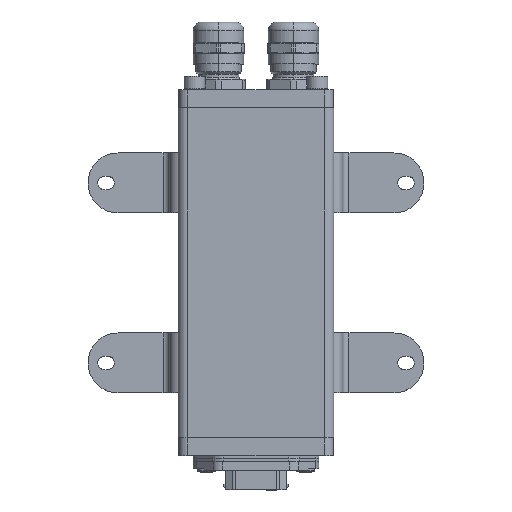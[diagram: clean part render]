
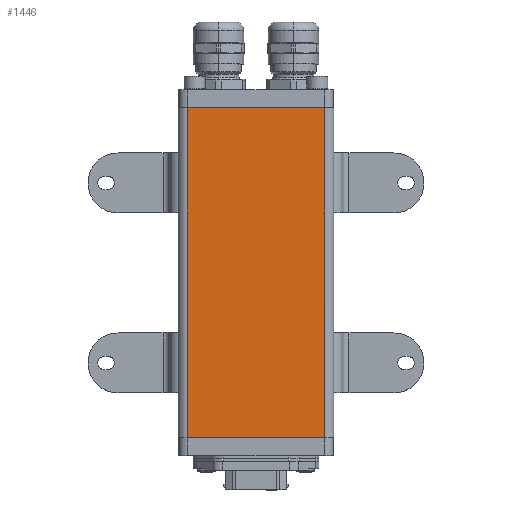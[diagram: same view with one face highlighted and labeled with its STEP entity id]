
A CAD part, top view. The second image highlights one B-rep face of the part: STEP entity #1446.
In plain terms, the highlighted planar face has unit normal (0, 0, 1).
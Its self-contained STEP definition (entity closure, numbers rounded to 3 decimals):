
#1433=AXIS2_PLACEMENT_3D('Plane Axis2P3D',#1430,#1431,#1432) ;
#123=CARTESIAN_POINT('Vertex',(79.,17.4,51.)) ;
#126=CARTESIAN_POINT('Line Origine',(56.,17.4,51.)) ;
#130=CARTESIAN_POINT('Vertex',(33.,17.4,51.)) ;
#595=CARTESIAN_POINT('Line Origine',(79.,72.4,51.)) ;
#599=CARTESIAN_POINT('Vertex',(79.,127.4,51.)) ;
#1411=CARTESIAN_POINT('Line Origine',(33.,72.4,51.)) ;
#1415=CARTESIAN_POINT('Vertex',(33.,127.4,51.)) ;
#1430=CARTESIAN_POINT('Axis2P3D Location',(79.,72.4,51.)) ;
#1435=CARTESIAN_POINT('Line Origine',(56.,127.4,51.)) ;
#127=DIRECTION('Vector Direction',(1.,0.,0.)) ;
#596=DIRECTION('Vector Direction',(0.,-1.,0.)) ;
#1412=DIRECTION('Vector Direction',(0.,-1.,0.)) ;
#1431=DIRECTION('Axis2P3D Direction',(0.,0.,1.)) ;
#1432=DIRECTION('Axis2P3D XDirection',(-1.,0.,0.)) ;
#1436=DIRECTION('Vector Direction',(-1.,0.,0.)) ;
#128=VECTOR('Line Direction',#127,1.) ;
#597=VECTOR('Line Direction',#596,1.) ;
#1413=VECTOR('Line Direction',#1412,1.) ;
#1437=VECTOR('Line Direction',#1436,1.) ;
#1441=ORIENTED_EDGE('',*,*,#601,.F.) ;
#1442=ORIENTED_EDGE('',*,*,#1439,.T.) ;
#1443=ORIENTED_EDGE('',*,*,#1417,.T.) ;
#1444=ORIENTED_EDGE('',*,*,#132,.T.) ;
#1446=ADVANCED_FACE('Hauptk\X2\00F6\X0\rper',(#1445),#1434,.T.) ;
#132=EDGE_CURVE('',#131,#124,#129,.T.) ;
#601=EDGE_CURVE('',#600,#124,#598,.T.) ;
#1417=EDGE_CURVE('',#1416,#131,#1414,.T.) ;
#1439=EDGE_CURVE('',#600,#1416,#1438,.T.) ;
#1440=EDGE_LOOP('',(#1441,#1442,#1443,#1444)) ;
#1445=FACE_OUTER_BOUND('',#1440,.T.) ;
#129=LINE('Line',#126,#128) ;
#598=LINE('Line',#595,#597) ;
#1414=LINE('Line',#1411,#1413) ;
#1438=LINE('Line',#1435,#1437) ;
#1434=PLANE('',#1433) ;
#124=VERTEX_POINT('',#123) ;
#131=VERTEX_POINT('',#130) ;
#600=VERTEX_POINT('',#599) ;
#1416=VERTEX_POINT('',#1415) ;
